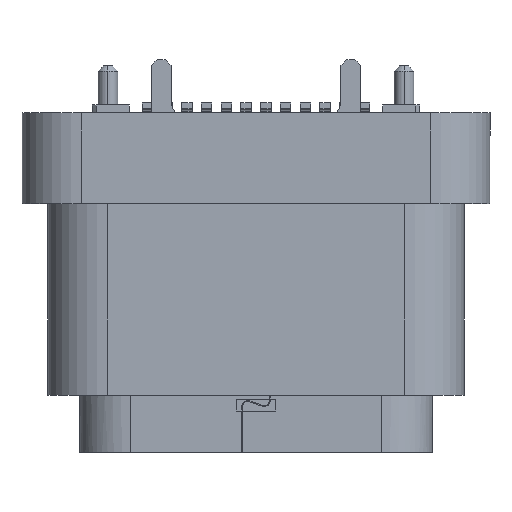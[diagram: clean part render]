
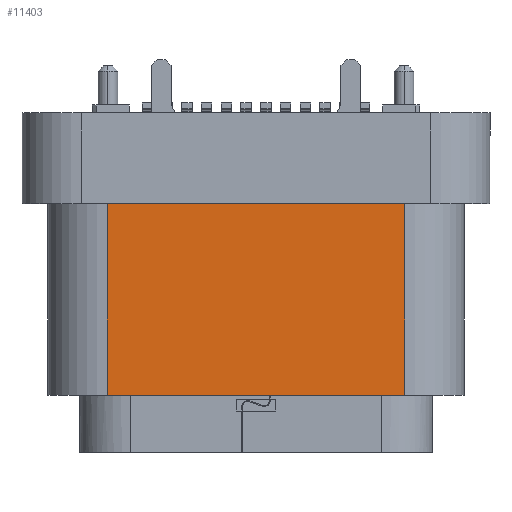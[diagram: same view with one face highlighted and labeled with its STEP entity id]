
A CAD part, front view. The second image highlights one B-rep face of the part: STEP entity #11403.
In plain terms, the highlighted planar face has unit normal (0, -1, 0).
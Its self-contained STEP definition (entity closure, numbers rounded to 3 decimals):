
#141 = CARTESIAN_POINT ( 'NONE',  ( 11.27, -1.28, -13.325 ) ) ;
#172 = LINE ( 'NONE', #3489, #11048 ) ;
#1051 = VERTEX_POINT ( 'NONE', #18993 ) ;
#1816 = AXIS2_PLACEMENT_3D ( 'NONE', #2180, #5587, #10642 ) ;
#2180 = CARTESIAN_POINT ( 'NONE',  ( 11.77, -1.28, -8.275 ) ) ;
#3489 = CARTESIAN_POINT ( 'NONE',  ( 11.77, -1.28, -13.325 ) ) ;
#3578 = VECTOR ( 'NONE', #8392, 1000. ) ;
#3875 = PLANE ( 'NONE',  #1816 ) ;
#4614 = LINE ( 'NONE', #18326, #3578 ) ;
#5587 = DIRECTION ( 'NONE',  ( 0., -1., 0. ) ) ;
#6076 = DIRECTION ( 'NONE',  ( -1., 0., 0. ) ) ;
#7347 = CARTESIAN_POINT ( 'NONE',  ( 11.27, -1.28, -8.475 ) ) ;
#8392 = DIRECTION ( 'NONE',  ( 0., 0., 1. ) ) ;
#8412 = EDGE_LOOP ( 'NONE', ( #21436, #12158, #9167, #12566 ) ) ;
#8963 = DIRECTION ( 'NONE',  ( 0., 0., -1. ) ) ;
#9167 = ORIENTED_EDGE ( 'NONE', *, *, #18352, .F. ) ;
#9340 = EDGE_CURVE ( 'NONE', #12077, #1051, #18542, .T. ) ;
#10631 = CARTESIAN_POINT ( 'NONE',  ( 3.73, -1.28, -13.325 ) ) ;
#10642 = DIRECTION ( 'NONE',  ( 0., 0., -1. ) ) ;
#11048 = VECTOR ( 'NONE', #15051, 1000. ) ;
#11403 = ADVANCED_FACE ( 'NONE', ( #16147 ), #3875, .T. ) ;
#12077 = VERTEX_POINT ( 'NONE', #7347 ) ;
#12102 = EDGE_CURVE ( 'NONE', #1051, #16684, #17701, .T. ) ;
#12123 = CARTESIAN_POINT ( 'NONE',  ( 3.73, -1.28, -8.275 ) ) ;
#12158 = ORIENTED_EDGE ( 'NONE', *, *, #12102, .T. ) ;
#12566 = ORIENTED_EDGE ( 'NONE', *, *, #16387, .T. ) ;
#12708 = CARTESIAN_POINT ( 'NONE',  ( 0., -1.28, -8.475 ) ) ;
#13751 = VERTEX_POINT ( 'NONE', #141 ) ;
#15051 = DIRECTION ( 'NONE',  ( -1., 0., 0. ) ) ;
#16147 = FACE_OUTER_BOUND ( 'NONE', #8412, .T. ) ;
#16387 = EDGE_CURVE ( 'NONE', #13751, #12077, #4614, .T. ) ;
#16684 = VERTEX_POINT ( 'NONE', #10631 ) ;
#17484 = VECTOR ( 'NONE', #6076, 1000. ) ;
#17701 = LINE ( 'NONE', #12123, #20001 ) ;
#18326 = CARTESIAN_POINT ( 'NONE',  ( 11.27, -1.28, -8.275 ) ) ;
#18352 = EDGE_CURVE ( 'NONE', #13751, #16684, #172, .T. ) ;
#18542 = LINE ( 'NONE', #12708, #17484 ) ;
#18993 = CARTESIAN_POINT ( 'NONE',  ( 3.73, -1.28, -8.475 ) ) ;
#20001 = VECTOR ( 'NONE', #8963, 1000. ) ;
#21436 = ORIENTED_EDGE ( 'NONE', *, *, #9340, .T. ) ;
